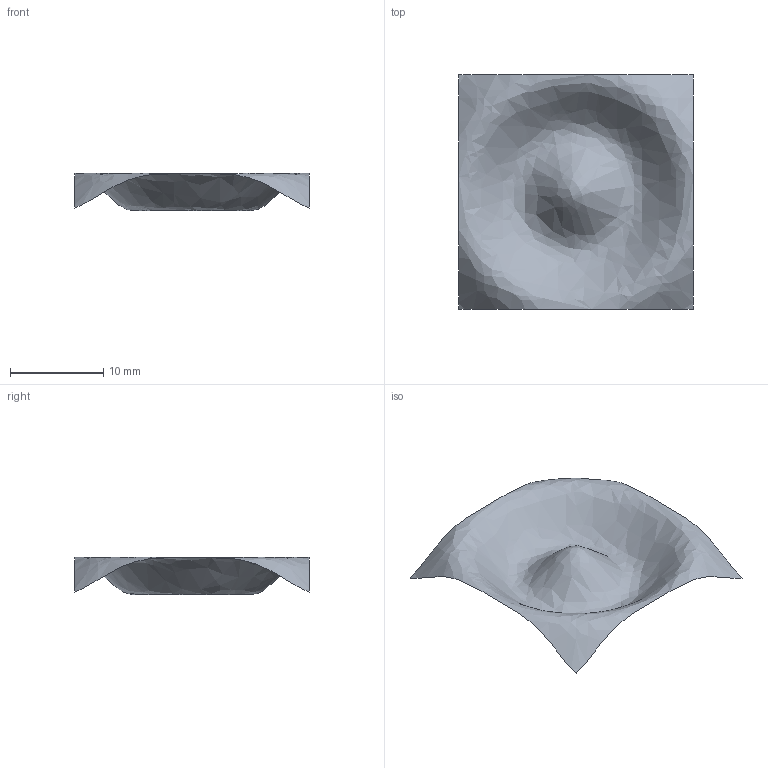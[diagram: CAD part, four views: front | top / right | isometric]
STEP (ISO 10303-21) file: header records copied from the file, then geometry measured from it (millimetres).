
FILE_DESCRIPTION(('STEP AP242'),'1');
FILE_NAME('wave0.stp','2024-06-06T12:43:04',(' '),(' '),'Spatial InterOp 3D',' ',' ');
FILE_SCHEMA(('AP242_MANAGED_MODEL_BASED_3D_ENGINEERING_MIM_LF {1 0 10303 442 1 1 4}'));
Length unit declared in the file: millimetre
Products named in the file (1): Radial Wave
Bounding box: 25.13 x 25.13 x 4 mm (x, y, z)
Surface area: 764.2 mm2 (no closed solid volume)
Topology: 0 solids, 1 shells, 1 faces, 4 edges, 4 vertices
Faces by surface type: bspline 1
Entity records: 502 total; most frequent: CARTESIAN_POINT 442, ORIENTED_EDGE 4, EDGE_CURVE 4, VERTEX_POINT 4, B_SPLINE_CURVE_WITH_KNOTS 4, STYLED_ITEM 2, PRESENTATION_STYLE_ASSIGNMENT 2, DIMENSIONAL_EXPONENTS 2
